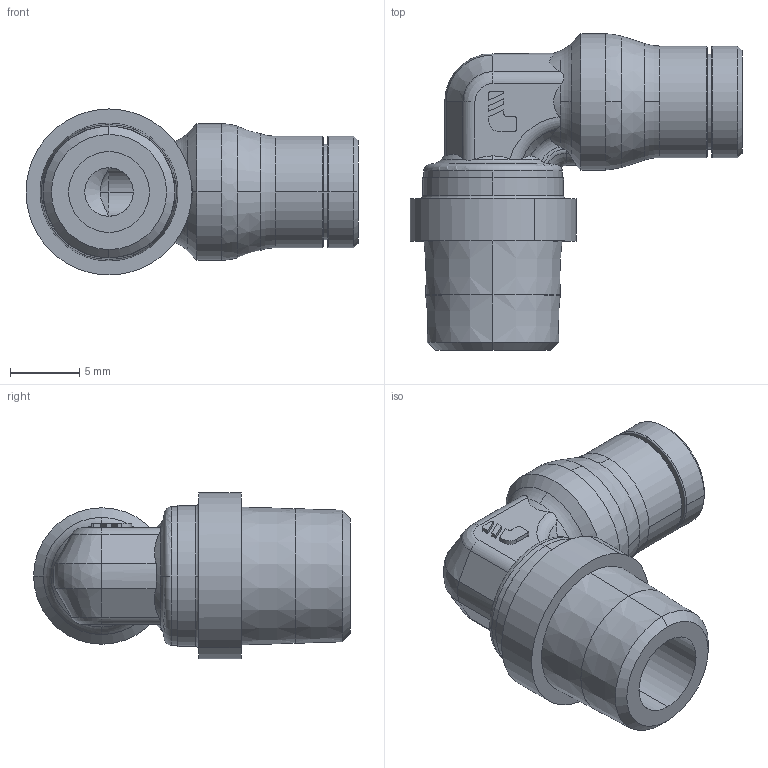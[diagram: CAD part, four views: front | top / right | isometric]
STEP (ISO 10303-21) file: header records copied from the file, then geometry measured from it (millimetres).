
FILE_DESCRIPTION(('STEP AP214'),'1');
FILE_NAME('3609_04_10.stp','2016-07-07T14:13:40',('TraceParts'),('TraceParts S.A.'),'Spatial InterOp 3D',' ',' ');
FILE_SCHEMA(('automotive_design'));
Length unit declared in the file: millimetre
Products named in the file (1): 1
Bounding box: 24 x 22.9 x 12 mm (x, y, z)
Volume: 1761.3 mm3; surface area: 1708.5 mm2
Topology: 1 solids, 1 shells, 134 faces, 343 edges, 222 vertices
Faces by surface type: cylinder 39, plane 37, cone 32, torus 25, sphere 1
Entity records: 4496 total; most frequent: CARTESIAN_POINT 1206, DIRECTION 715, ORIENTED_EDGE 684, EDGE_CURVE 342, AXIS2_PLACEMENT_3D 303, VERTEX_POINT 222, CIRCLE 166, EDGE_LOOP 148
